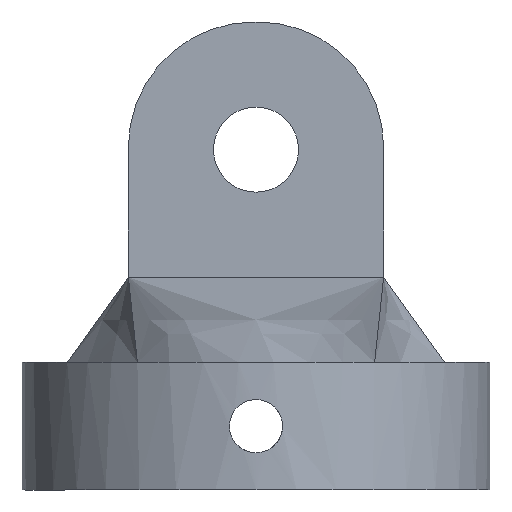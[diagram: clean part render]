
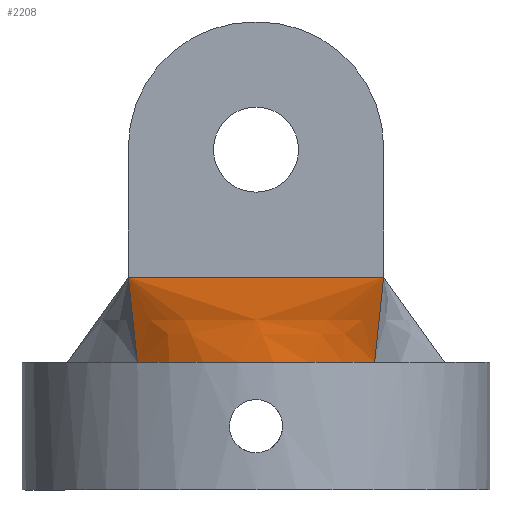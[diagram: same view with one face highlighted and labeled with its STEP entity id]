
A CAD part, front view. The second image highlights one B-rep face of the part: STEP entity #2208.
In plain terms, the highlighted free-form (B-spline) face has degree [7, 1] with [8, 2] control points.
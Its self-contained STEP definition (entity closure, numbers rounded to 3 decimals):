
#436 = CYLINDRICAL_SURFACE('',#437,11.);
#437 = AXIS2_PLACEMENT_3D('',#438,#439,#440);
#438 = CARTESIAN_POINT('',(0.717,0.009,0.));
#439 = DIRECTION('',(0.,0.,-1.));
#440 = DIRECTION('',(0.,1.,0.));
#1115 = VERTEX_POINT('',#1116);
#1116 = CARTESIAN_POINT('',(-4.858,-9.474,6.));
#1131 = B_SPLINE_SURFACE_WITH_KNOTS('',6,1,(
    (#1132,#1133)
    ,(#1134,#1135)
    ,(#1136,#1137)
    ,(#1138,#1139)
    ,(#1140,#1141)
    ,(#1142,#1143)
    ,(#1144,#1145
    )),.UNSPECIFIED.,.F.,.F.,.F.,(7,7),(2,2),(0.426,3.),(0.,1.)
  ,.PIECEWISE_BEZIER_KNOTS.);
#1132 = CARTESIAN_POINT('',(-8.157,-6.491,6.));
#1133 = CARTESIAN_POINT('',(-5.283,-8.417,10.));
#1134 = CARTESIAN_POINT('',(-7.716,-7.094,6.));
#1135 = CARTESIAN_POINT('',(-5.283,-8.846,10.));
#1136 = CARTESIAN_POINT('',(-7.226,-7.66,6.));
#1137 = CARTESIAN_POINT('',(-5.283,-9.275,10.));
#1138 = CARTESIAN_POINT('',(-6.69,-8.185,6.));
#1139 = CARTESIAN_POINT('',(-5.283,-9.704,10.));
#1140 = CARTESIAN_POINT('',(-6.114,-8.665,6.));
#1141 = CARTESIAN_POINT('',(-5.283,-10.133,10.));
#1142 = CARTESIAN_POINT('',(-5.501,-9.096,6.));
#1143 = CARTESIAN_POINT('',(-5.283,-10.562,10.));
#1144 = CARTESIAN_POINT('',(-4.858,-9.474,6.));
#1145 = CARTESIAN_POINT('',(-5.283,-10.991,10.));
#1152 = EDGE_CURVE('',#1115,#1153,#1155,.T.);
#1153 = VERTEX_POINT('',#1154);
#1154 = CARTESIAN_POINT('',(6.292,-9.474,6.));
#1155 = SURFACE_CURVE('',#1156,(#1161,#1168),.PCURVE_S1.);
#1156 = CIRCLE('',#1157,11.);
#1157 = AXIS2_PLACEMENT_3D('',#1158,#1159,#1160);
#1158 = CARTESIAN_POINT('',(0.717,0.009,6.));
#1159 = DIRECTION('',(0.,0.,1.));
#1160 = DIRECTION('',(0.,1.,0.));
#1161 = PCURVE('',#436,#1162);
#1162 = DEFINITIONAL_REPRESENTATION('',(#1163),#1167);
#1163 = LINE('',#1164,#1165);
#1164 = CARTESIAN_POINT('',(-0.,-6.));
#1165 = VECTOR('',#1166,1.);
#1166 = DIRECTION('',(-1.,0.));
#1167 = ( GEOMETRIC_REPRESENTATION_CONTEXT(2) 
PARAMETRIC_REPRESENTATION_CONTEXT() REPRESENTATION_CONTEXT('2D SPACE',''
  ) );
#1168 = PCURVE('',#1169,#1186);
#1169 = B_SPLINE_SURFACE_WITH_KNOTS('',7,1,(
    (#1170,#1171)
    ,(#1172,#1173)
    ,(#1174,#1175)
    ,(#1176,#1177)
    ,(#1178,#1179)
    ,(#1180,#1181)
    ,(#1182,#1183)
    ,(#1184,#1185
    )),.UNSPECIFIED.,.F.,.F.,.F.,(8,8),(2,2),(0.,12.),(0.,1.),
  .PIECEWISE_BEZIER_KNOTS.);
#1170 = CARTESIAN_POINT('',(-4.858,-9.474,6.));
#1171 = CARTESIAN_POINT('',(-5.283,-10.991,10.));
#1172 = CARTESIAN_POINT('',(-3.418,-10.321,6.));
#1173 = CARTESIAN_POINT('',(-3.568,-10.991,10.));
#1174 = CARTESIAN_POINT('',(-1.828,-10.912,6.));
#1175 = CARTESIAN_POINT('',(-1.854,-10.991,10.));
#1176 = CARTESIAN_POINT('',(-0.142,-11.217,6.));
#1177 = CARTESIAN_POINT('',(-0.14,-10.991,10.));
#1178 = CARTESIAN_POINT('',(1.577,-11.217,6.));
#1179 = CARTESIAN_POINT('',(1.575,-10.991,10.));
#1180 = CARTESIAN_POINT('',(3.262,-10.912,6.));
#1181 = CARTESIAN_POINT('',(3.289,-10.991,10.));
#1182 = CARTESIAN_POINT('',(4.852,-10.321,6.));
#1183 = CARTESIAN_POINT('',(5.003,-10.991,10.));
#1184 = CARTESIAN_POINT('',(6.292,-9.474,6.));
#1185 = CARTESIAN_POINT('',(6.717,-10.991,10.));
#1186 = DEFINITIONAL_REPRESENTATION('',(#1187),#1190);
#1187 = B_SPLINE_CURVE_WITH_KNOTS('',1,(#1188,#1189),.UNSPECIFIED.,.F.,
  .F.,(2,2),(2.61,3.673),.PIECEWISE_BEZIER_KNOTS.);
#1188 = CARTESIAN_POINT('',(0.,0.));
#1189 = CARTESIAN_POINT('',(12.,0.));
#1190 = ( GEOMETRIC_REPRESENTATION_CONTEXT(2) 
PARAMETRIC_REPRESENTATION_CONTEXT() REPRESENTATION_CONTEXT('2D SPACE',''
  ) );
#1209 = B_SPLINE_SURFACE_WITH_KNOTS('',6,1,(
    (#1210,#1211)
    ,(#1212,#1213)
    ,(#1214,#1215)
    ,(#1216,#1217)
    ,(#1218,#1219)
    ,(#1220,#1221)
    ,(#1222,#1223
    )),.UNSPECIFIED.,.F.,.F.,.F.,(7,7),(2,2),(0.,2.574),(0.,1.)
  ,.PIECEWISE_BEZIER_KNOTS.);
#1210 = CARTESIAN_POINT('',(6.292,-9.474,6.));
#1211 = CARTESIAN_POINT('',(6.717,-10.991,10.));
#1212 = CARTESIAN_POINT('',(6.936,-9.096,6.));
#1213 = CARTESIAN_POINT('',(6.717,-10.562,10.));
#1214 = CARTESIAN_POINT('',(7.548,-8.665,6.));
#1215 = CARTESIAN_POINT('',(6.717,-10.133,10.));
#1216 = CARTESIAN_POINT('',(8.125,-8.185,6.));
#1217 = CARTESIAN_POINT('',(6.717,-9.704,10.));
#1218 = CARTESIAN_POINT('',(8.66,-7.66,6.));
#1219 = CARTESIAN_POINT('',(6.717,-9.275,10.));
#1220 = CARTESIAN_POINT('',(9.15,-7.094,6.));
#1221 = CARTESIAN_POINT('',(6.717,-8.846,10.));
#1222 = CARTESIAN_POINT('',(9.592,-6.491,6.));
#1223 = CARTESIAN_POINT('',(6.717,-8.417,10.));
#2162 = VERTEX_POINT('',#2163);
#2163 = CARTESIAN_POINT('',(6.717,-10.991,10.));
#2189 = EDGE_CURVE('',#1153,#2162,#2190,.T.);
#2190 = SURFACE_CURVE('',#2191,(#2194,#2201),.PCURVE_S1.);
#2191 = B_SPLINE_CURVE_WITH_KNOTS('',1,(#2192,#2193),.UNSPECIFIED.,.F.,
  .F.,(2,2),(0.,1.),.PIECEWISE_BEZIER_KNOTS.);
#2192 = CARTESIAN_POINT('',(6.292,-9.474,6.));
#2193 = CARTESIAN_POINT('',(6.717,-10.991,10.));
#2194 = PCURVE('',#1209,#2195);
#2195 = DEFINITIONAL_REPRESENTATION('',(#2196),#2200);
#2196 = LINE('',#2197,#2198);
#2197 = CARTESIAN_POINT('',(0.,0.));
#2198 = VECTOR('',#2199,1.);
#2199 = DIRECTION('',(0.,1.));
#2200 = ( GEOMETRIC_REPRESENTATION_CONTEXT(2) 
PARAMETRIC_REPRESENTATION_CONTEXT() REPRESENTATION_CONTEXT('2D SPACE',''
  ) );
#2201 = PCURVE('',#1169,#2202);
#2202 = DEFINITIONAL_REPRESENTATION('',(#2203),#2207);
#2203 = LINE('',#2204,#2205);
#2204 = CARTESIAN_POINT('',(12.,0.));
#2205 = VECTOR('',#2206,1.);
#2206 = DIRECTION('',(0.,1.));
#2207 = ( GEOMETRIC_REPRESENTATION_CONTEXT(2) 
PARAMETRIC_REPRESENTATION_CONTEXT() REPRESENTATION_CONTEXT('2D SPACE',''
  ) );
#2208 = ADVANCED_FACE('',(#2209),#1169,.T.);
#2209 = FACE_BOUND('',#2210,.T.);
#2210 = EDGE_LOOP('',(#2211,#2212,#2213,#2241));
#2211 = ORIENTED_EDGE('',*,*,#1152,.T.);
#2212 = ORIENTED_EDGE('',*,*,#2189,.T.);
#2213 = ORIENTED_EDGE('',*,*,#2214,.F.);
#2214 = EDGE_CURVE('',#2215,#2162,#2217,.T.);
#2215 = VERTEX_POINT('',#2216);
#2216 = CARTESIAN_POINT('',(-5.283,-10.991,10.));
#2217 = SURFACE_CURVE('',#2218,(#2222,#2229),.PCURVE_S1.);
#2218 = LINE('',#2219,#2220);
#2219 = CARTESIAN_POINT('',(-5.283,-10.991,10.));
#2220 = VECTOR('',#2221,1.);
#2221 = DIRECTION('',(1.,0.,0.));
#2222 = PCURVE('',#1169,#2223);
#2223 = DEFINITIONAL_REPRESENTATION('',(#2224),#2228);
#2224 = LINE('',#2225,#2226);
#2225 = CARTESIAN_POINT('',(0.,1.));
#2226 = VECTOR('',#2227,1.);
#2227 = DIRECTION('',(1.,0.));
#2228 = ( GEOMETRIC_REPRESENTATION_CONTEXT(2) 
PARAMETRIC_REPRESENTATION_CONTEXT() REPRESENTATION_CONTEXT('2D SPACE',''
  ) );
#2229 = PCURVE('',#2230,#2235);
#2230 = PLANE('',#2231);
#2231 = AXIS2_PLACEMENT_3D('',#2232,#2233,#2234);
#2232 = CARTESIAN_POINT('',(6.717,-10.991,10.));
#2233 = DIRECTION('',(0.,-1.,0.));
#2234 = DIRECTION('',(-1.,0.,0.));
#2235 = DEFINITIONAL_REPRESENTATION('',(#2236),#2240);
#2236 = LINE('',#2237,#2238);
#2237 = CARTESIAN_POINT('',(12.,0.));
#2238 = VECTOR('',#2239,1.);
#2239 = DIRECTION('',(-1.,0.));
#2240 = ( GEOMETRIC_REPRESENTATION_CONTEXT(2) 
PARAMETRIC_REPRESENTATION_CONTEXT() REPRESENTATION_CONTEXT('2D SPACE',''
  ) );
#2241 = ORIENTED_EDGE('',*,*,#2242,.F.);
#2242 = EDGE_CURVE('',#1115,#2215,#2243,.T.);
#2243 = SURFACE_CURVE('',#2244,(#2247,#2254),.PCURVE_S1.);
#2244 = B_SPLINE_CURVE_WITH_KNOTS('',1,(#2245,#2246),.UNSPECIFIED.,.F.,
  .F.,(2,2),(0.,1.),.PIECEWISE_BEZIER_KNOTS.);
#2245 = CARTESIAN_POINT('',(-4.858,-9.474,6.));
#2246 = CARTESIAN_POINT('',(-5.283,-10.991,10.));
#2247 = PCURVE('',#1169,#2248);
#2248 = DEFINITIONAL_REPRESENTATION('',(#2249),#2253);
#2249 = LINE('',#2250,#2251);
#2250 = CARTESIAN_POINT('',(0.,0.));
#2251 = VECTOR('',#2252,1.);
#2252 = DIRECTION('',(0.,1.));
#2253 = ( GEOMETRIC_REPRESENTATION_CONTEXT(2) 
PARAMETRIC_REPRESENTATION_CONTEXT() REPRESENTATION_CONTEXT('2D SPACE',''
  ) );
#2254 = PCURVE('',#1131,#2255);
#2255 = DEFINITIONAL_REPRESENTATION('',(#2256),#2260);
#2256 = LINE('',#2257,#2258);
#2257 = CARTESIAN_POINT('',(3.,0.));
#2258 = VECTOR('',#2259,1.);
#2259 = DIRECTION('',(0.,1.));
#2260 = ( GEOMETRIC_REPRESENTATION_CONTEXT(2) 
PARAMETRIC_REPRESENTATION_CONTEXT() REPRESENTATION_CONTEXT('2D SPACE',''
  ) );
